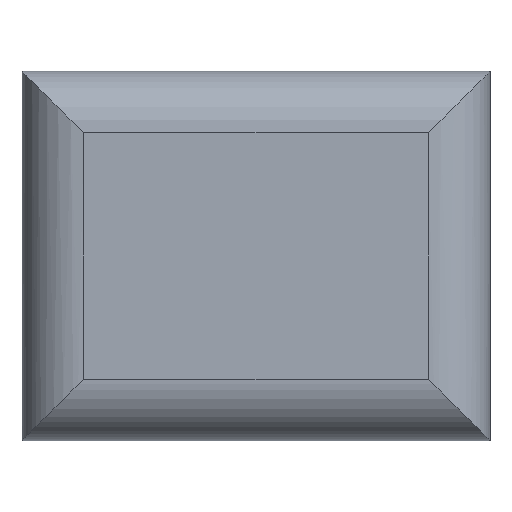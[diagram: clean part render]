
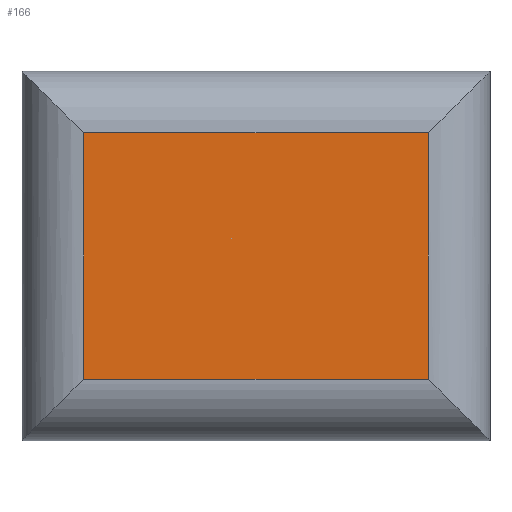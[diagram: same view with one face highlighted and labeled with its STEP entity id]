
A CAD part, front view. The second image highlights one B-rep face of the part: STEP entity #166.
In plain terms, the highlighted planar face has unit normal (0, -1, 0).
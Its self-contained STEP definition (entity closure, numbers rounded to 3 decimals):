
#11 = ORIENTED_EDGE ( 'NONE', *, *, #319, .T. ) ;
#16 = ORIENTED_EDGE ( 'NONE', *, *, #351, .T. ) ;
#33 = DIRECTION ( 'NONE',  ( 1., 0., 0. ) ) ;
#36 = VERTEX_POINT ( 'NONE', #109 ) ;
#37 = LINE ( 'NONE', #216, #333 ) ;
#39 = ORIENTED_EDGE ( 'NONE', *, *, #181, .T. ) ;
#41 = FACE_OUTER_BOUND ( 'NONE', #115, .T. ) ;
#42 = ORIENTED_EDGE ( 'NONE', *, *, #85, .T. ) ;
#47 = VERTEX_POINT ( 'NONE', #335 ) ;
#85 = EDGE_CURVE ( 'NONE', #47, #36, #275, .T. ) ;
#103 = LINE ( 'NONE', #308, #160 ) ;
#106 = DIRECTION ( 'NONE',  ( 0., 0., -1. ) ) ;
#109 = CARTESIAN_POINT ( 'NONE',  ( -14., 0., -10. ) ) ;
#115 = EDGE_LOOP ( 'NONE', ( #11, #42, #39, #16 ) ) ;
#127 = PLANE ( 'NONE',  #211 ) ;
#136 = VERTEX_POINT ( 'NONE', #306 ) ;
#159 = VECTOR ( 'NONE', #163, 1000. ) ;
#160 = VECTOR ( 'NONE', #33, 1000. ) ;
#163 = DIRECTION ( 'NONE',  ( 0., 0., 1. ) ) ;
#166 = ADVANCED_FACE ( 'NONE', ( #41 ), #127, .T. ) ;
#181 = EDGE_CURVE ( 'NONE', #36, #136, #103, .T. ) ;
#192 = DIRECTION ( 'NONE',  ( -1., 0., 0. ) ) ;
#211 = AXIS2_PLACEMENT_3D ( 'NONE', #254, #380, #106 ) ;
#216 = CARTESIAN_POINT ( 'NONE',  ( 0., 0., 10. ) ) ;
#221 = CARTESIAN_POINT ( 'NONE',  ( 14., 0., 10. ) ) ;
#254 = CARTESIAN_POINT ( 'NONE',  ( 0., 0., 0. ) ) ;
#275 = LINE ( 'NONE', #301, #363 ) ;
#278 = DIRECTION ( 'NONE',  ( 0., 0., -1. ) ) ;
#301 = CARTESIAN_POINT ( 'NONE',  ( -14., 0., 0. ) ) ;
#306 = CARTESIAN_POINT ( 'NONE',  ( 14., 0., -10. ) ) ;
#308 = CARTESIAN_POINT ( 'NONE',  ( 19., 0., -10. ) ) ;
#310 = LINE ( 'NONE', #367, #159 ) ;
#319 = EDGE_CURVE ( 'NONE', #352, #47, #37, .T. ) ;
#333 = VECTOR ( 'NONE', #192, 1000. ) ;
#335 = CARTESIAN_POINT ( 'NONE',  ( -14., 0., 10. ) ) ;
#351 = EDGE_CURVE ( 'NONE', #136, #352, #310, .T. ) ;
#352 = VERTEX_POINT ( 'NONE', #221 ) ;
#363 = VECTOR ( 'NONE', #278, 1000. ) ;
#367 = CARTESIAN_POINT ( 'NONE',  ( 14., 0., 15. ) ) ;
#380 = DIRECTION ( 'NONE',  ( 0., -1., 0. ) ) ;
